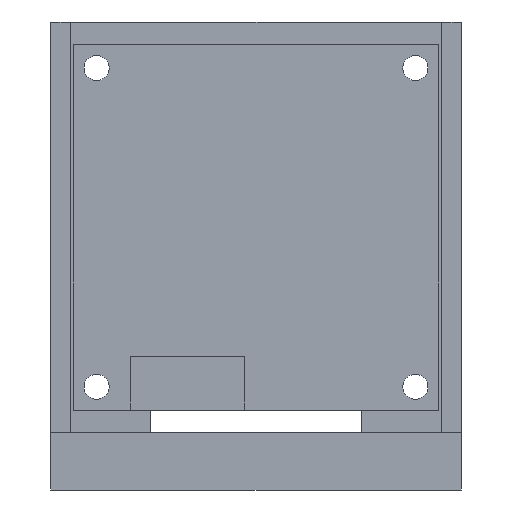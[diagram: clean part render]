
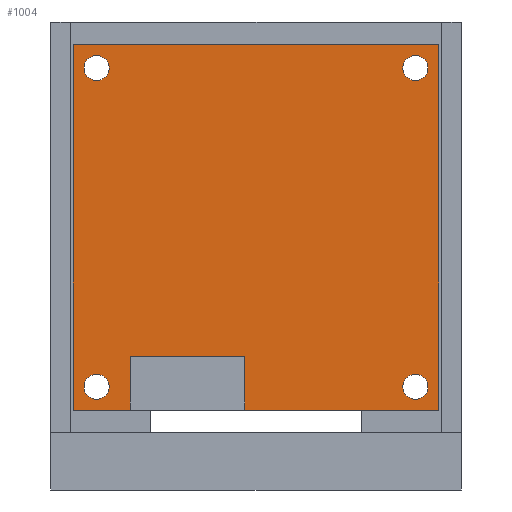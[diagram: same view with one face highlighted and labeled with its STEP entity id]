
A CAD part, left-side view. The second image highlights one B-rep face of the part: STEP entity #1004.
In plain terms, the highlighted face is planar.
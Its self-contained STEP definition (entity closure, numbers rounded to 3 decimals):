
#40=FACE_BOUND('',#174,.T.);
#41=FACE_BOUND('',#175,.T.);
#42=FACE_BOUND('',#176,.T.);
#43=FACE_BOUND('',#177,.T.);
#69=CIRCLE('',#1075,1.1);
#70=CIRCLE('',#1076,1.1);
#71=CIRCLE('',#1077,1.1);
#72=CIRCLE('',#1078,1.1);
#119=FACE_OUTER_BOUND('',#173,.T.);
#173=EDGE_LOOP('',(#697,#698,#699,#700,#701,#702,#703,#704));
#174=EDGE_LOOP('',(#705));
#175=EDGE_LOOP('',(#706));
#176=EDGE_LOOP('',(#707));
#177=EDGE_LOOP('',(#708));
#252=LINE('',#1477,#347);
#256=LINE('',#1486,#351);
#260=LINE('',#1493,#355);
#263=LINE('',#1499,#358);
#264=LINE('',#1501,#359);
#265=LINE('',#1503,#360);
#266=LINE('',#1505,#361);
#267=LINE('',#1506,#362);
#347=VECTOR('',#1177,10.);
#351=VECTOR('',#1183,10.);
#355=VECTOR('',#1189,10.);
#358=VECTOR('',#1196,10.);
#359=VECTOR('',#1197,10.);
#360=VECTOR('',#1198,10.);
#361=VECTOR('',#1199,10.);
#362=VECTOR('',#1200,10.);
#442=VERTEX_POINT('',#1475);
#443=VERTEX_POINT('',#1476);
#446=VERTEX_POINT('',#1484);
#447=VERTEX_POINT('',#1485);
#450=VERTEX_POINT('',#1498);
#451=VERTEX_POINT('',#1500);
#452=VERTEX_POINT('',#1502);
#453=VERTEX_POINT('',#1504);
#454=VERTEX_POINT('',#1507);
#455=VERTEX_POINT('',#1509);
#456=VERTEX_POINT('',#1511);
#457=VERTEX_POINT('',#1513);
#540=EDGE_CURVE('',#442,#443,#252,.T.);
#544=EDGE_CURVE('',#446,#447,#256,.T.);
#548=EDGE_CURVE('',#447,#442,#260,.T.);
#551=EDGE_CURVE('',#443,#450,#263,.T.);
#552=EDGE_CURVE('',#450,#451,#264,.T.);
#553=EDGE_CURVE('',#451,#452,#265,.T.);
#554=EDGE_CURVE('',#452,#453,#266,.T.);
#555=EDGE_CURVE('',#453,#446,#267,.T.);
#556=EDGE_CURVE('',#454,#454,#69,.T.);
#557=EDGE_CURVE('',#455,#455,#70,.T.);
#558=EDGE_CURVE('',#456,#456,#71,.T.);
#559=EDGE_CURVE('',#457,#457,#72,.T.);
#697=ORIENTED_EDGE('',*,*,#544,.T.);
#698=ORIENTED_EDGE('',*,*,#548,.T.);
#699=ORIENTED_EDGE('',*,*,#540,.T.);
#700=ORIENTED_EDGE('',*,*,#551,.T.);
#701=ORIENTED_EDGE('',*,*,#552,.T.);
#702=ORIENTED_EDGE('',*,*,#553,.T.);
#703=ORIENTED_EDGE('',*,*,#554,.T.);
#704=ORIENTED_EDGE('',*,*,#555,.T.);
#705=ORIENTED_EDGE('',*,*,#556,.T.);
#706=ORIENTED_EDGE('',*,*,#557,.T.);
#707=ORIENTED_EDGE('',*,*,#558,.T.);
#708=ORIENTED_EDGE('',*,*,#559,.T.);
#967=PLANE('',#1074);
#1004=ADVANCED_FACE('',(#119,#40,#41,#42,#43),#967,.T.);
#1074=AXIS2_PLACEMENT_3D('',#1497,#1194,#1195);
#1075=AXIS2_PLACEMENT_3D('',#1508,#1201,#1202);
#1076=AXIS2_PLACEMENT_3D('',#1510,#1203,#1204);
#1077=AXIS2_PLACEMENT_3D('',#1512,#1205,#1206);
#1078=AXIS2_PLACEMENT_3D('',#1514,#1207,#1208);
#1177=DIRECTION('',(0.,0.,-1.));
#1183=DIRECTION('',(0.,0.,1.));
#1189=DIRECTION('',(-1.,0.,0.));
#1194=DIRECTION('center_axis',(0.,1.,0.));
#1195=DIRECTION('ref_axis',(1.,0.,0.));
#1196=DIRECTION('',(-1.,0.,0.));
#1197=DIRECTION('',(0.,0.,1.));
#1198=DIRECTION('',(1.,0.,0.));
#1199=DIRECTION('',(0.,0.,-1.));
#1200=DIRECTION('',(-1.,0.,0.));
#1201=DIRECTION('center_axis',(0.,-1.,0.));
#1202=DIRECTION('ref_axis',(1.,0.,0.));
#1203=DIRECTION('center_axis',(0.,-1.,0.));
#1204=DIRECTION('ref_axis',(1.,0.,0.));
#1205=DIRECTION('center_axis',(0.,-1.,0.));
#1206=DIRECTION('ref_axis',(1.,0.,0.));
#1207=DIRECTION('center_axis',(0.,-1.,0.));
#1208=DIRECTION('ref_axis',(1.,0.,0.));
#1475=CARTESIAN_POINT('',(17.,1.5,-27.3));
#1476=CARTESIAN_POINT('',(17.,1.5,-32.));
#1477=CARTESIAN_POINT('',(17.,1.5,-24.));
#1484=CARTESIAN_POINT('',(27.,1.5,-32.));
#1485=CARTESIAN_POINT('',(27.,1.5,-27.3));
#1486=CARTESIAN_POINT('',(27.,1.5,-21.65));
#1493=CARTESIAN_POINT('',(16.5,1.5,-27.3));
#1497=CARTESIAN_POINT('Origin',(16.,1.5,-16.));
#1498=CARTESIAN_POINT('',(0.,1.5,-32.));
#1499=CARTESIAN_POINT('',(0.,1.5,-32.));
#1500=CARTESIAN_POINT('',(0.,1.5,0.));
#1501=CARTESIAN_POINT('',(0.,1.5,0.));
#1502=CARTESIAN_POINT('',(32.,1.5,0.));
#1503=CARTESIAN_POINT('',(32.,1.5,0.));
#1504=CARTESIAN_POINT('',(32.,1.5,-32.));
#1505=CARTESIAN_POINT('',(32.,1.5,-32.));
#1506=CARTESIAN_POINT('',(0.,1.5,-32.));
#1507=CARTESIAN_POINT('',(0.935,1.5,-29.965));
#1508=CARTESIAN_POINT('Origin',(2.035,1.5,-29.965));
#1509=CARTESIAN_POINT('',(0.935,1.5,-2.035));
#1510=CARTESIAN_POINT('Origin',(2.035,1.5,-2.035));
#1511=CARTESIAN_POINT('',(28.865,1.5,-2.035));
#1512=CARTESIAN_POINT('Origin',(29.965,1.5,-2.035));
#1513=CARTESIAN_POINT('',(28.865,1.5,-29.965));
#1514=CARTESIAN_POINT('Origin',(29.965,1.5,-29.965));
